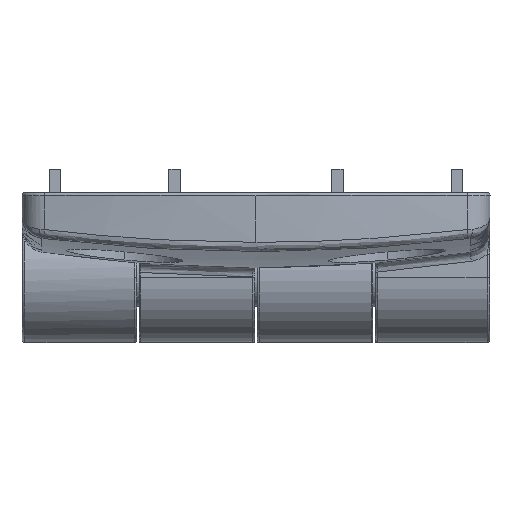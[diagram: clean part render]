
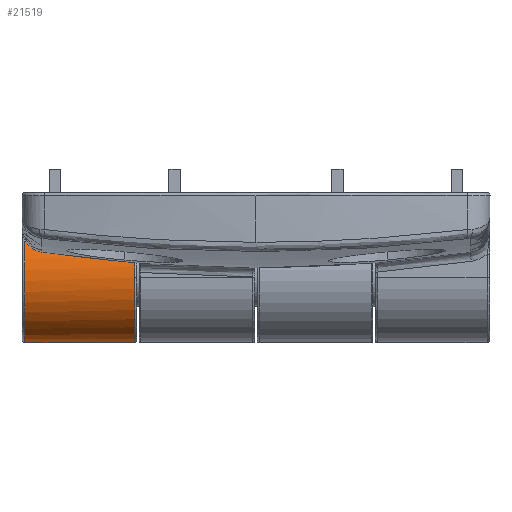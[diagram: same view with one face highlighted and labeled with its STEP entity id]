
A CAD part, left-side view. The second image highlights one B-rep face of the part: STEP entity #21519.
In plain terms, the highlighted cylindrical face has radius 6.95 mm (diameter 13.9 mm), a partial arc.
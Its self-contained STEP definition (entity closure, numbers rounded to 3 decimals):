
#1218 = CARTESIAN_POINT ( 'NONE',  ( 0., 24.7, 0. ) ) ;
#1644 = VECTOR ( 'NONE', #24107, 1000. ) ;
#1676 = DIRECTION ( 'NONE',  ( 0., 0., 1. ) ) ;
#2262 = VERTEX_POINT ( 'NONE', #14928 ) ;
#2591 = VECTOR ( 'NONE', #20477, 1000. ) ;
#2933 = DIRECTION ( 'NONE',  ( 0., 0., 1. ) ) ;
#4490 = EDGE_CURVE ( 'NONE', #2262, #20485, #20811, .T. ) ;
#6503 = EDGE_CURVE ( 'NONE', #21482, #7294, #12701, .T. ) ;
#6700 = CARTESIAN_POINT ( 'NONE',  ( -3.88, 24.7, 5.766 ) ) ;
#6984 = ORIENTED_EDGE ( 'NONE', *, *, #6503, .T. ) ;
#7294 = VERTEX_POINT ( 'NONE', #20517 ) ;
#7550 = LINE ( 'NONE', #16568, #2591 ) ;
#8715 = DIRECTION ( 'NONE',  ( 0., 1., 0. ) ) ;
#10313 = DIRECTION ( 'NONE',  ( 0., 1., 0. ) ) ;
#10454 = AXIS2_PLACEMENT_3D ( 'NONE', #18437, #11190, #1676 ) ;
#10914 = EDGE_CURVE ( 'NONE', #7294, #20485, #7550, .T. ) ;
#11190 = DIRECTION ( 'NONE',  ( 0., 1., 0. ) ) ;
#11574 = ORIENTED_EDGE ( 'NONE', *, *, #13796, .F. ) ;
#11863 = AXIS2_PLACEMENT_3D ( 'NONE', #12122, #10313, #2933 ) ;
#11936 = ORIENTED_EDGE ( 'NONE', *, *, #4490, .F. ) ;
#12049 = CARTESIAN_POINT ( 'NONE',  ( -6.95, 12.95, 0. ) ) ;
#12122 = CARTESIAN_POINT ( 'NONE',  ( 0., -25., 0. ) ) ;
#12363 = EDGE_CURVE ( 'NONE', #18663, #21482, #20411, .T. ) ;
#12701 = CIRCLE ( 'NONE', #10454, 6.95 ) ;
#13063 = DIRECTION ( 'NONE',  ( 0., 1., 0. ) ) ;
#13796 = EDGE_CURVE ( 'NONE', #18663, #2262, #13968, .T. ) ;
#13968 = LINE ( 'NONE', #18551, #1644 ) ;
#14928 = CARTESIAN_POINT ( 'NONE',  ( 6.95, 24.7, 0. ) ) ;
#16568 = CARTESIAN_POINT ( 'NONE',  ( -3.88, -25., 5.766 ) ) ;
#16579 = DIRECTION ( 'NONE',  ( 0., 0., 1. ) ) ;
#16744 = CARTESIAN_POINT ( 'NONE',  ( 0., 12.95, 0. ) ) ;
#18114 = ORIENTED_EDGE ( 'NONE', *, *, #12363, .T. ) ;
#18437 = CARTESIAN_POINT ( 'NONE',  ( 0., 12.95, 0. ) ) ;
#18551 = CARTESIAN_POINT ( 'NONE',  ( 6.95, 25., 0. ) ) ;
#18663 = VERTEX_POINT ( 'NONE', #19853 ) ;
#19355 = ORIENTED_EDGE ( 'NONE', *, *, #10914, .T. ) ;
#19841 = AXIS2_PLACEMENT_3D ( 'NONE', #16744, #13063, #16579 ) ;
#19853 = CARTESIAN_POINT ( 'NONE',  ( 6.95, 12.95, 0. ) ) ;
#19921 = DIRECTION ( 'NONE',  ( 0., 0., 1. ) ) ;
#20109 = AXIS2_PLACEMENT_3D ( 'NONE', #1218, #8715, #19921 ) ;
#20411 = CIRCLE ( 'NONE', #19841, 6.95 ) ;
#20477 = DIRECTION ( 'NONE',  ( 0., 1., 0. ) ) ;
#20485 = VERTEX_POINT ( 'NONE', #6700 ) ;
#20517 = CARTESIAN_POINT ( 'NONE',  ( -3.88, 12.95, 5.766 ) ) ;
#20811 = CIRCLE ( 'NONE', #20109, 6.95 ) ;
#21405 = FACE_OUTER_BOUND ( 'NONE', #21926, .T. ) ;
#21482 = VERTEX_POINT ( 'NONE', #12049 ) ;
#21519 = ADVANCED_FACE ( 'NONE', ( #21405 ), #23744, .T. ) ;
#21926 = EDGE_LOOP ( 'NONE', ( #19355, #11936, #11574, #18114, #6984 ) ) ;
#23744 = CYLINDRICAL_SURFACE ( 'NONE', #11863, 6.95 ) ;
#24107 = DIRECTION ( 'NONE',  ( 0., 1., 0. ) ) ;
